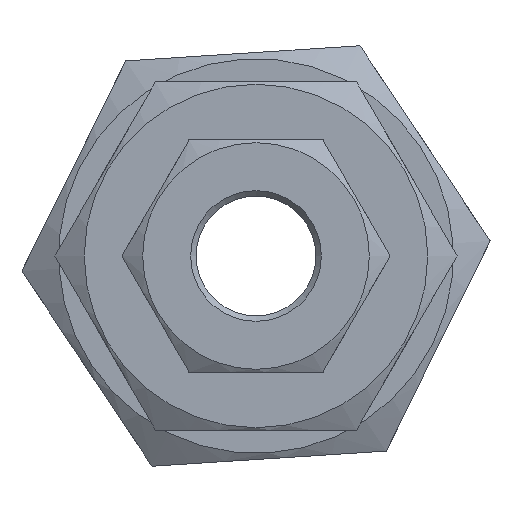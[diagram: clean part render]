
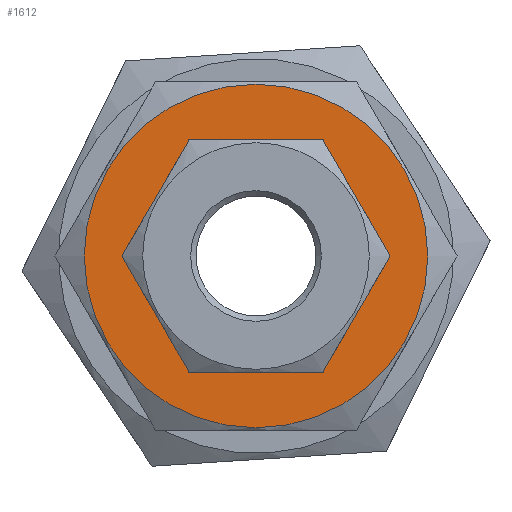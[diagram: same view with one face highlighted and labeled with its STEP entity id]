
A CAD part, left-side view. The second image highlights one B-rep face of the part: STEP entity #1612.
In plain terms, the highlighted planar face has unit normal (-1, 0, 0).
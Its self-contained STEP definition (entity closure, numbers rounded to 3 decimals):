
#1585=CARTESIAN_POINT('',(5.279,4.7,0.0));
#1586=DIRECTION('',(-1.0,0.0,0.0));
#1587=DIRECTION('',(0.0,0.0,1.0));
#1588=AXIS2_PLACEMENT_3D('',#1585,#1586,#1587);
#1589=PLANE('',#1588);
#1590=CARTESIAN_POINT('',(5.279,9.4,0.0));
#1591=VERTEX_POINT('',#1590);
#1592=CARTESIAN_POINT('',(5.279,0.,0.0));
#1593=DIRECTION('',(1.0,0.0,0.0));
#1594=DIRECTION('',(0.0,1.0,0.0));
#1595=AXIS2_PLACEMENT_3D('',#1592,#1593,#1594);
#1596=CIRCLE('',#1595,9.4);
#1597=EDGE_CURVE('',#1591,#1591,#1596,.T.);
#1598=ORIENTED_EDGE('',*,*,#1597,.F.);
#1599=EDGE_LOOP('',(#1598));
#1600=FACE_OUTER_BOUND('',#1599,.T.);
#1601=CARTESIAN_POINT('',(5.279,-5.6,0.0));
#1602=VERTEX_POINT('',#1601);
#1603=CARTESIAN_POINT('',(5.279,0.,0.0));
#1604=DIRECTION('',(1.0,0.0,0.0));
#1605=DIRECTION('',(0.0,-1.0,0.0));
#1606=AXIS2_PLACEMENT_3D('',#1603,#1604,#1605);
#1607=CIRCLE('',#1606,5.6);
#1608=EDGE_CURVE('',#1602,#1602,#1607,.T.);
#1609=ORIENTED_EDGE('',*,*,#1608,.T.);
#1610=EDGE_LOOP('',(#1609));
#1611=FACE_BOUND('',#1610,.T.);
#1612=ADVANCED_FACE('',(#1600,#1611),#1589,.T.);
